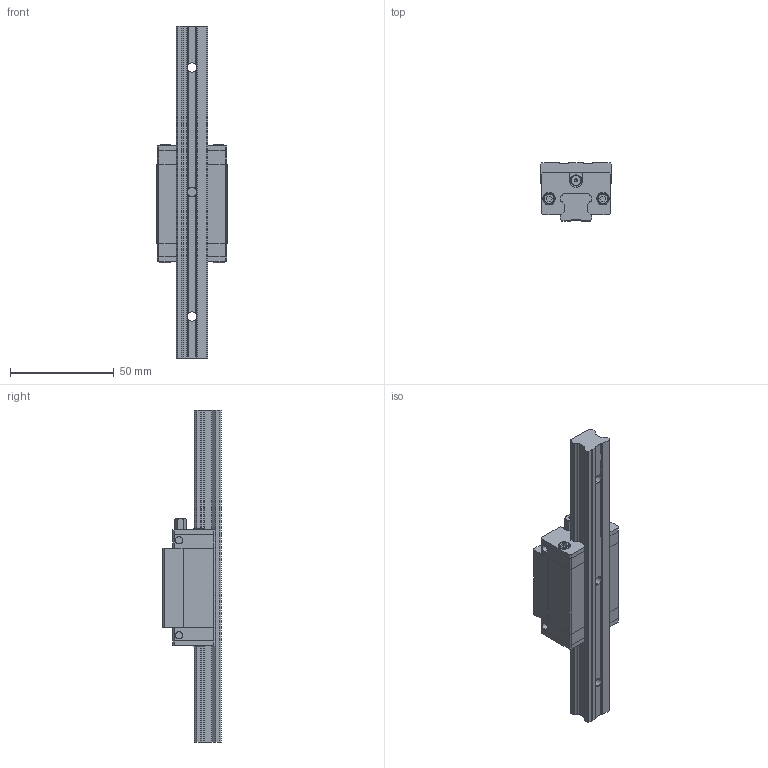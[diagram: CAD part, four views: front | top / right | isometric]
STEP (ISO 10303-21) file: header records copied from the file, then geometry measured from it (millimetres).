
FILE_DESCRIPTION (( 'STEP AP203' ), '1' );
FILE_NAME ('SBI 15 SL.STEP', '2016-04-20T07:41:30', ( 'user' ), ( 'Microsoft' ), 'SwSTEP 2.0', 'SolidWorks 2013', '' );
FILE_SCHEMA (( 'CONFIG_CONTROL_DESIGN' ));
Length unit declared in the file: millimetre
Products named in the file (6): SBI 15 SL; DEFAULT_4; 1N; DEFAULT; DEFAULT_2; DEFAULT_3
Assembly tree (7 placements, depth 2):
  SBI 15 SL
    DEFAULT
    DEFAULT_2
    DEFAULT_3  x2
    DEFAULT_4  x2
    1N
Bounding box: 34 x 28 x 160 mm (x, y, z)
Volume: 61785.4 mm3; surface area: 25196.5 mm2
Topology: 7 solids, 7 shells, 339 faces, 912 edges, 605 vertices
Faces by surface type: plane 226, cylinder 99, torus 8, cone 4, sphere 2
Entity records: 8076 total; most frequent: CARTESIAN_POINT 1416, ORIENTED_EDGE 1256, DIRECTION 1234, EDGE_CURVE 628, VECTOR 452, LINE 452, VERTEX_POINT 417, AXIS2_PLACEMENT_3D 391
